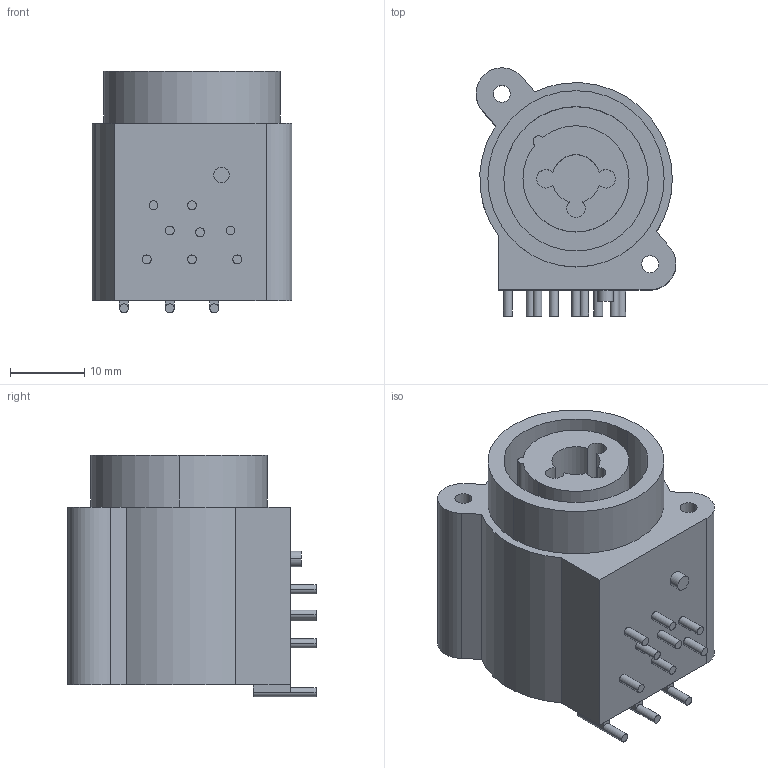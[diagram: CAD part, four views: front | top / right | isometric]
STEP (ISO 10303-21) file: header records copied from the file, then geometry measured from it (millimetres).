
FILE_DESCRIPTION (( 'STEP AP214' ), '1' );
FILE_NAME ('NCJ10FI-H-0.STEP', '2024-08-05T16:02:37', ( '' ), ( '' ), 'SwSTEP 2.0', 'SolidWorks 2021', '' );
FILE_SCHEMA (( 'AUTOMOTIVE_DESIGN' ));
Length unit declared in the file: millimetre
Products named in the file (3): NCJ10FI-H-0; NCJ10FI-H-0--3DModel-STEP-510211.STEP; NCJ10FI-H-0_NCJ10FI-H-0.STEP
Assembly tree (2 placements, depth 3):
  NCJ10FI-H-0
    NCJ10FI-H-0--3DModel-STEP-510211.STEP
      NCJ10FI-H-0_NCJ10FI-H-0.STEP
Bounding box: 27 x 33.5 x 32.6 mm (x, y, z)
Volume: 16344.7 mm3; surface area: 6829.8 mm2
Topology: 12 solids, 12 shells, 97 faces, 198 edges, 130 vertices
Faces by surface type: cylinder 51, plane 46
Entity records: 2785 total; most frequent: DIRECTION 506, CARTESIAN_POINT 431, ORIENTED_EDGE 396, AXIS2_PLACEMENT_3D 205, EDGE_CURVE 198, VERTEX_POINT 130, EDGE_LOOP 106, CIRCLE 102
